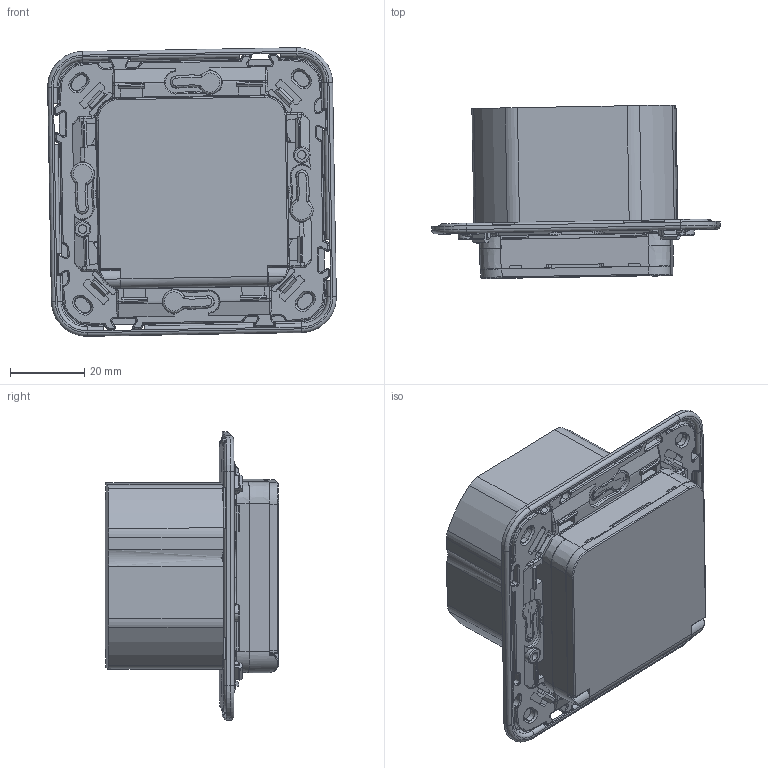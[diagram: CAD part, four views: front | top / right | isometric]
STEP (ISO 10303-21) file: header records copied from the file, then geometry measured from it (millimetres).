
FILE_DESCRIPTION (( 'STEP AP214' ), '1' );
FILE_NAME ('FLITE Ðîç. ñ ç_ê_ø êð á_ê 16À IP44.STEP', '2025-03-27T10:18:13', ( '' ), ( '' ), 'SwSTEP 2.0', 'SolidWorks 2022', '' );
FILE_SCHEMA (( 'AUTOMOTIVE_DESIGN' ));
Length unit declared in the file: millimetre
Products named in the file (1): FLITE Роз. с з_к_ш кр б_к 16А IP44
Bounding box: 78.01 x 46.95 x 78 mm (x, y, z)
Volume: 122843.5 mm3; surface area: 25460.7 mm2
Topology: 1 solids, 12 shells, 1746 faces, 4747 edges, 2997 vertices
Faces by surface type: plane 918, cylinder 314, cone 261, torus 165, bspline 64, sphere 24
Entity records: 59799 total; most frequent: CARTESIAN_POINT 15968, ORIENTED_EDGE 9462, DIRECTION 8916, EDGE_CURVE 4731, VERTEX_POINT 2997, LINE 2984, VECTOR 2984, AXIS2_PLACEMENT_3D 2966
